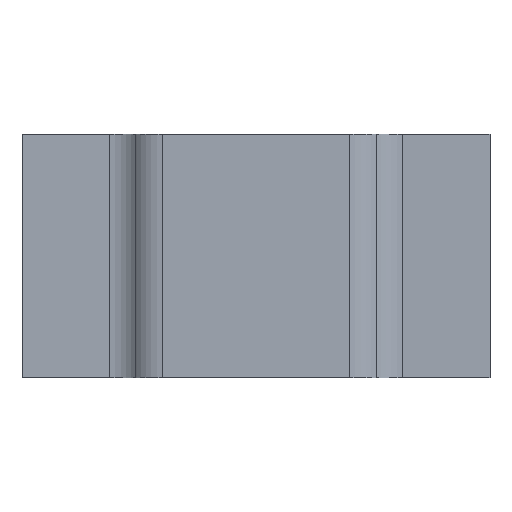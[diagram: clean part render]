
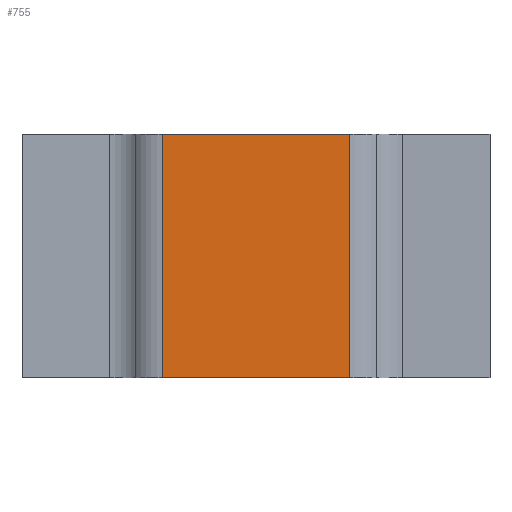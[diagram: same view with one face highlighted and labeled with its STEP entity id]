
A CAD part, top view. The second image highlights one B-rep face of the part: STEP entity #755.
In plain terms, the highlighted planar face has unit normal (0, 0, 1).
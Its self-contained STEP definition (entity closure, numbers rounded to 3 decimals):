
#10 = LINE ( 'NONE', #83, #62 ) ;
#12 = EDGE_CURVE ( 'NONE', #402, #364, #10, .T. ) ;
#62 = VECTOR ( 'NONE', #368, 1000. ) ;
#83 = CARTESIAN_POINT ( 'NONE',  ( 2., 5.2, 0.83 ) ) ;
#122 = EDGE_CURVE ( 'NONE', #535, #402, #767, .T. ) ;
#132 = DIRECTION ( 'NONE',  ( 1., 0., 0. ) ) ;
#175 = VECTOR ( 'NONE', #705, 1000. ) ;
#203 = CARTESIAN_POINT ( 'NONE',  ( 2., 0., 0.83 ) ) ;
#204 = ORIENTED_EDGE ( 'NONE', *, *, #122, .T. ) ;
#271 = EDGE_CURVE ( 'NONE', #520, #535, #859, .T. ) ;
#278 = ORIENTED_EDGE ( 'NONE', *, *, #12, .T. ) ;
#310 = PLANE ( 'NONE',  #583 ) ;
#344 = CARTESIAN_POINT ( 'NONE',  ( -2., 5.2, 0.83 ) ) ;
#364 = VERTEX_POINT ( 'NONE', #648 ) ;
#368 = DIRECTION ( 'NONE',  ( -1., 0., 0. ) ) ;
#386 = DIRECTION ( 'NONE',  ( 1., 0., 0. ) ) ;
#402 = VERTEX_POINT ( 'NONE', #724 ) ;
#413 = CARTESIAN_POINT ( 'NONE',  ( 2., 0., 0.83 ) ) ;
#482 = CARTESIAN_POINT ( 'NONE',  ( -2., 0., 0.83 ) ) ;
#492 = LINE ( 'NONE', #344, #175 ) ;
#520 = VERTEX_POINT ( 'NONE', #482 ) ;
#535 = VERTEX_POINT ( 'NONE', #413 ) ;
#583 = AXIS2_PLACEMENT_3D ( 'NONE', #841, #828, #386 ) ;
#593 = EDGE_LOOP ( 'NONE', ( #278, #904, #645, #204 ) ) ;
#645 = ORIENTED_EDGE ( 'NONE', *, *, #271, .T. ) ;
#648 = CARTESIAN_POINT ( 'NONE',  ( -2., 5.2, 0.83 ) ) ;
#705 = DIRECTION ( 'NONE',  ( 0., -1., 0. ) ) ;
#724 = CARTESIAN_POINT ( 'NONE',  ( 2., 5.2, 0.83 ) ) ;
#755 = ADVANCED_FACE ( 'NONE', ( #896 ), #310, .T. ) ;
#767 = LINE ( 'NONE', #832, #917 ) ;
#828 = DIRECTION ( 'NONE',  ( 0., 0., 1. ) ) ;
#830 = VECTOR ( 'NONE', #132, 1000. ) ;
#832 = CARTESIAN_POINT ( 'NONE',  ( 2., 5.2, 0.83 ) ) ;
#841 = CARTESIAN_POINT ( 'NONE',  ( 2., 5.2, 0.83 ) ) ;
#859 = LINE ( 'NONE', #203, #830 ) ;
#879 = EDGE_CURVE ( 'NONE', #364, #520, #492, .T. ) ;
#896 = FACE_OUTER_BOUND ( 'NONE', #593, .T. ) ;
#904 = ORIENTED_EDGE ( 'NONE', *, *, #879, .T. ) ;
#907 = DIRECTION ( 'NONE',  ( 0., 1., 0. ) ) ;
#917 = VECTOR ( 'NONE', #907, 1000. ) ;
